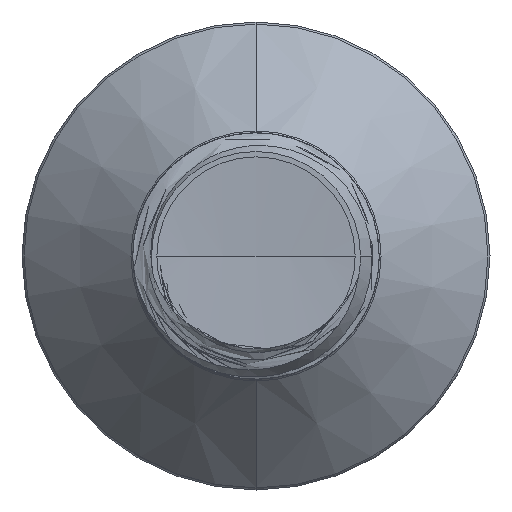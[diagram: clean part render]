
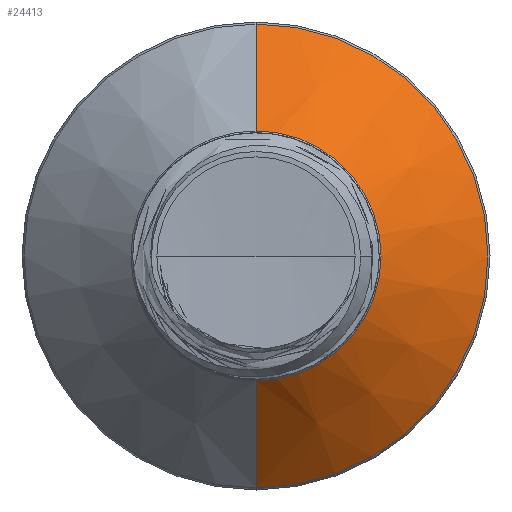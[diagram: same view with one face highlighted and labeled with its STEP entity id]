
A CAD part, front view. The second image highlights one B-rep face of the part: STEP entity #24413.
In plain terms, the highlighted conical face has half-angle 45 degrees and reference radius 1.016 mm.
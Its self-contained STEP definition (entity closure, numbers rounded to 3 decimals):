
#545 = CARTESIAN_POINT ( 'NONE',  ( 0., 4.546, 0. ) ) ;
#1167 = VECTOR ( 'NONE', #15713, 1000. ) ;
#3452 = CIRCLE ( 'NONE', #23070, 1.883 ) ;
#5478 = EDGE_CURVE ( 'NONE', #26375, #27441, #3452, .T. ) ;
#5768 = CARTESIAN_POINT ( 'NONE',  ( 0., 5.414, 1.883 ) ) ;
#6203 = CARTESIAN_POINT ( 'NONE',  ( 0., 5.414, 0. ) ) ;
#8410 = DIRECTION ( 'NONE',  ( 0., 0., 1. ) ) ;
#8420 = DIRECTION ( 'NONE',  ( 0., 0., 1. ) ) ;
#9498 = CARTESIAN_POINT ( 'NONE',  ( 0., 5.414, -1.883 ) ) ;
#9748 = CARTESIAN_POINT ( 'NONE',  ( 0., 4.546, 1.016 ) ) ;
#11512 = ORIENTED_EDGE ( 'NONE', *, *, #24882, .T. ) ;
#11883 = CIRCLE ( 'NONE', #13187, 1.016 ) ;
#12330 = ORIENTED_EDGE ( 'NONE', *, *, #16493, .F. ) ;
#13045 = CARTESIAN_POINT ( 'NONE',  ( 0., 4.546, 0. ) ) ;
#13187 = AXIS2_PLACEMENT_3D ( 'NONE', #13045, #27465, #15153 ) ;
#13609 = CARTESIAN_POINT ( 'NONE',  ( 0., 4.546, -1.016 ) ) ;
#13877 = DIRECTION ( 'NONE',  ( 0., 0.707, 0.707 ) ) ;
#14604 = ORIENTED_EDGE ( 'NONE', *, *, #18545, .T. ) ;
#14888 = VECTOR ( 'NONE', #13877, 1000. ) ;
#15153 = DIRECTION ( 'NONE',  ( 0., 0., 1. ) ) ;
#15713 = DIRECTION ( 'NONE',  ( 0., 0.707, -0.707 ) ) ;
#16493 = EDGE_CURVE ( 'NONE', #16795, #26375, #20392, .T. ) ;
#16795 = VERTEX_POINT ( 'NONE', #9748 ) ;
#17079 = AXIS2_PLACEMENT_3D ( 'NONE', #545, #21864, #8420 ) ;
#18366 = LINE ( 'NONE', #13609, #1167 ) ;
#18545 = EDGE_CURVE ( 'NONE', #16795, #20494, #11883, .T. ) ;
#19681 = CONICAL_SURFACE ( 'NONE', #17079, 1.016, 0.785 ) ;
#20392 = LINE ( 'NONE', #26212, #14888 ) ;
#20465 = CARTESIAN_POINT ( 'NONE',  ( 0., 4.546, -1.016 ) ) ;
#20494 = VERTEX_POINT ( 'NONE', #20465 ) ;
#20957 = FACE_OUTER_BOUND ( 'NONE', #22214, .T. ) ;
#21058 = DIRECTION ( 'NONE',  ( 0., 1., 0. ) ) ;
#21864 = DIRECTION ( 'NONE',  ( 0., 1., 0. ) ) ;
#22214 = EDGE_LOOP ( 'NONE', ( #14604, #11512, #27353, #12330 ) ) ;
#23070 = AXIS2_PLACEMENT_3D ( 'NONE', #6203, #21058, #8410 ) ;
#24413 = ADVANCED_FACE ( 'NONE', ( #20957 ), #19681, .T. ) ;
#24882 = EDGE_CURVE ( 'NONE', #20494, #27441, #18366, .T. ) ;
#26212 = CARTESIAN_POINT ( 'NONE',  ( 0., 4.546, 1.016 ) ) ;
#26375 = VERTEX_POINT ( 'NONE', #5768 ) ;
#27353 = ORIENTED_EDGE ( 'NONE', *, *, #5478, .F. ) ;
#27441 = VERTEX_POINT ( 'NONE', #9498 ) ;
#27465 = DIRECTION ( 'NONE',  ( 0., 1., 0. ) ) ;
